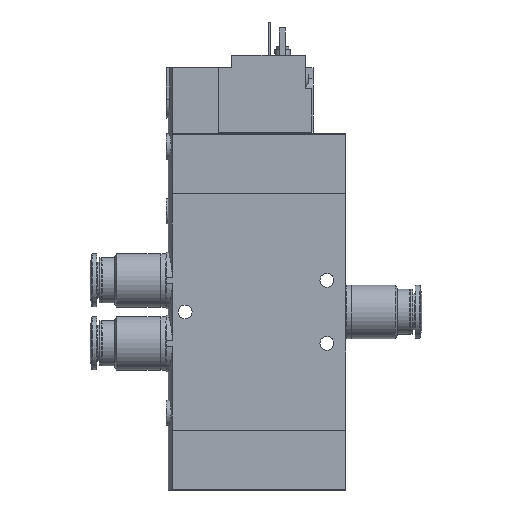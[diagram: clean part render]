
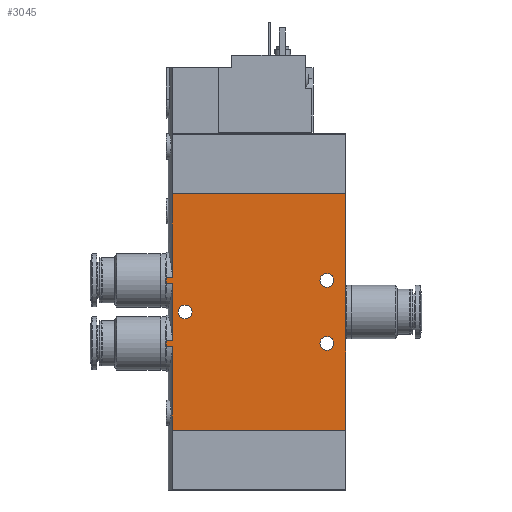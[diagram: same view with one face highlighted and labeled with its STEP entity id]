
A CAD part, left-side view. The second image highlights one B-rep face of the part: STEP entity #3045.
In plain terms, the highlighted face is planar.
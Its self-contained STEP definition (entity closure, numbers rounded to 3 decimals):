
#92=PLANE('',#3641);
#252=CIRCLE('',#3629,2.2);
#254=CIRCLE('',#3632,2.2);
#259=CIRCLE('',#3642,2.2);
#453=ORIENTED_EDGE('',*,*,#1244,.T.);
#454=ORIENTED_EDGE('',*,*,#1269,.T.);
#455=ORIENTED_EDGE('',*,*,#1260,.F.);
#456=ORIENTED_EDGE('',*,*,#1233,.T.);
#457=ORIENTED_EDGE('',*,*,#1246,.T.);
#458=ORIENTED_EDGE('',*,*,#1235,.T.);
#459=ORIENTED_EDGE('',*,*,#1264,.F.);
#460=ORIENTED_EDGE('',*,*,#1225,.T.);
#461=ORIENTED_EDGE('',*,*,#1249,.T.);
#462=ORIENTED_EDGE('',*,*,#1227,.T.);
#463=ORIENTED_EDGE('',*,*,#1256,.F.);
#464=ORIENTED_EDGE('',*,*,#1270,.F.);
#465=ORIENTED_EDGE('',*,*,#1254,.F.);
#466=ORIENTED_EDGE('',*,*,#1252,.F.);
#467=ORIENTED_EDGE('',*,*,#1271,.F.);
#1225=EDGE_CURVE('',#1644,#1643,#1941,.F.);
#1227=EDGE_CURVE('',#1645,#1646,#1942,.T.);
#1233=EDGE_CURVE('',#1652,#1651,#1945,.F.);
#1235=EDGE_CURVE('',#1653,#1654,#1946,.T.);
#1244=EDGE_CURVE('',#1663,#1662,#1950,.T.);
#1246=EDGE_CURVE('',#1651,#1653,#1952,.T.);
#1249=EDGE_CURVE('',#1643,#1645,#1954,.T.);
#1252=EDGE_CURVE('',#1666,#1666,#252,.F.);
#1254=EDGE_CURVE('',#1668,#1668,#254,.F.);
#1256=EDGE_CURVE('',#1670,#1646,#1956,.T.);
#1260=EDGE_CURVE('',#1652,#1673,#1958,.T.);
#1264=EDGE_CURVE('',#1644,#1654,#1960,.T.);
#1269=EDGE_CURVE('',#1662,#1673,#1964,.T.);
#1270=EDGE_CURVE('',#1663,#1670,#1965,.T.);
#1271=EDGE_CURVE('',#1677,#1677,#259,.F.);
#1643=VERTEX_POINT('',#4917);
#1644=VERTEX_POINT('',#4919);
#1645=VERTEX_POINT('',#4932);
#1646=VERTEX_POINT('',#4933);
#1651=VERTEX_POINT('',#4954);
#1652=VERTEX_POINT('',#4956);
#1653=VERTEX_POINT('',#4969);
#1654=VERTEX_POINT('',#4970);
#1662=VERTEX_POINT('',#4996);
#1663=VERTEX_POINT('',#4998);
#1666=VERTEX_POINT('',#5012);
#1668=VERTEX_POINT('',#5017);
#1670=VERTEX_POINT('',#5022);
#1673=VERTEX_POINT('',#5041);
#1677=VERTEX_POINT('',#5069);
#1941=LINE('',#4918,#2155);
#1942=LINE('',#4931,#2156);
#1945=LINE('',#4955,#2159);
#1946=LINE('',#4968,#2160);
#1950=LINE('',#4997,#2164);
#1952=LINE('',#5001,#2166);
#1954=LINE('',#5006,#2168);
#1956=LINE('',#5021,#2170);
#1958=LINE('',#5040,#2172);
#1960=LINE('',#5058,#2174);
#1964=LINE('',#5066,#2178);
#1965=LINE('',#5067,#2179);
#2155=VECTOR('',#3980,1000.);
#2156=VECTOR('',#3983,1000.);
#2159=VECTOR('',#3992,1000.);
#2160=VECTOR('',#3995,1000.);
#2164=VECTOR('',#4009,1000.);
#2166=VECTOR('',#4013,1000.);
#2168=VECTOR('',#4019,1000.);
#2170=VECTOR('',#4037,1000.);
#2172=VECTOR('',#4043,1000.);
#2174=VECTOR('',#4049,1000.);
#2178=VECTOR('',#4059,1000.);
#2179=VECTOR('',#4060,1000.);
#2393=EDGE_LOOP('',(#453,#454,#455,#456,#457,#458,#459,#460,#461,#462,#463,
#464));
#2394=EDGE_LOOP('',(#465));
#2395=EDGE_LOOP('',(#466));
#2396=EDGE_LOOP('',(#467));
#2688=FACE_BOUND('',#2393,.T.);
#2689=FACE_BOUND('',#2394,.T.);
#2690=FACE_BOUND('',#2395,.T.);
#2691=FACE_BOUND('',#2396,.T.);
#3045=ADVANCED_FACE('',(#2688,#2689,#2690,#2691),#92,.F.);
#3629=AXIS2_PLACEMENT_3D('',#5011,#4025,#4026);
#3632=AXIS2_PLACEMENT_3D('',#5016,#4031,#4032);
#3641=AXIS2_PLACEMENT_3D('',#5065,#4057,#4058);
#3642=AXIS2_PLACEMENT_3D('',#5068,#4061,#4062);
#3980=DIRECTION('',(0.,-1.,0.));
#3983=DIRECTION('',(0.,-1.,0.));
#3992=DIRECTION('',(0.,-1.,0.));
#3995=DIRECTION('',(0.,-1.,0.));
#4009=DIRECTION('',(-1.,0.,0.));
#4013=DIRECTION('',(1.,0.,0.));
#4019=DIRECTION('',(1.,0.,0.));
#4025=DIRECTION('',(0.,0.,1.));
#4026=DIRECTION('',(1.,0.,0.));
#4031=DIRECTION('',(0.,0.,1.));
#4032=DIRECTION('',(1.,0.,0.));
#4037=DIRECTION('',(-1.,0.,0.));
#4043=DIRECTION('',(-1.,0.,0.));
#4049=DIRECTION('',(-1.,0.,0.));
#4057=DIRECTION('',(0.,0.,1.));
#4058=DIRECTION('',(1.,0.,0.));
#4059=DIRECTION('',(0.,1.,0.));
#4060=DIRECTION('',(0.,1.,0.));
#4061=DIRECTION('',(0.,0.,1.));
#4062=DIRECTION('',(1.,0.,0.));
#4917=CARTESIAN_POINT('',(46.55,57.,-9.));
#4918=CARTESIAN_POINT('',(46.55,0.,-9.));
#4919=CARTESIAN_POINT('',(46.55,55.018,-9.));
#4931=CARTESIAN_POINT('',(48.45,0.,-9.));
#4932=CARTESIAN_POINT('',(48.45,57.,-9.));
#4933=CARTESIAN_POINT('',(48.45,55.018,-9.));
#4954=CARTESIAN_POINT('',(26.55,57.,-9.));
#4955=CARTESIAN_POINT('',(26.55,0.,-9.));
#4956=CARTESIAN_POINT('',(26.55,55.018,-9.));
#4968=CARTESIAN_POINT('',(28.45,0.,-9.));
#4969=CARTESIAN_POINT('',(28.45,57.,-9.));
#4970=CARTESIAN_POINT('',(28.45,55.018,-9.));
#4996=CARTESIAN_POINT('',(0.,0.,-9.));
#4997=CARTESIAN_POINT('',(75.,0.,-9.));
#4998=CARTESIAN_POINT('',(75.,0.,-9.));
#5001=CARTESIAN_POINT('',(27.5,57.,-9.));
#5006=CARTESIAN_POINT('',(47.5,57.,-9.));
#5011=CARTESIAN_POINT('',(27.5,6.,-9.));
#5012=CARTESIAN_POINT('',(29.7,6.,-9.));
#5016=CARTESIAN_POINT('',(47.5,6.,-9.));
#5017=CARTESIAN_POINT('',(49.7,6.,-9.));
#5021=CARTESIAN_POINT('',(75.,55.018,-9.));
#5022=CARTESIAN_POINT('',(75.,55.018,-9.));
#5040=CARTESIAN_POINT('',(75.,55.018,-9.));
#5041=CARTESIAN_POINT('',(0.,55.018,-9.));
#5058=CARTESIAN_POINT('',(75.,55.018,-9.));
#5065=CARTESIAN_POINT('',(75.,0.,-9.));
#5066=CARTESIAN_POINT('',(0.,0.,-9.));
#5067=CARTESIAN_POINT('',(75.,0.,-9.));
#5068=CARTESIAN_POINT('',(37.5,51.,-9.));
#5069=CARTESIAN_POINT('',(39.7,51.,-9.));
